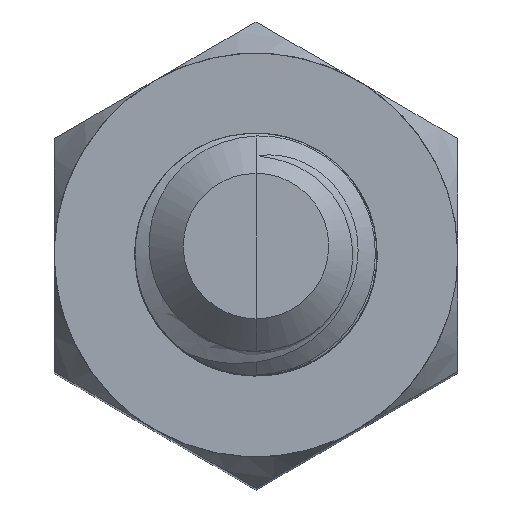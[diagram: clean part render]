
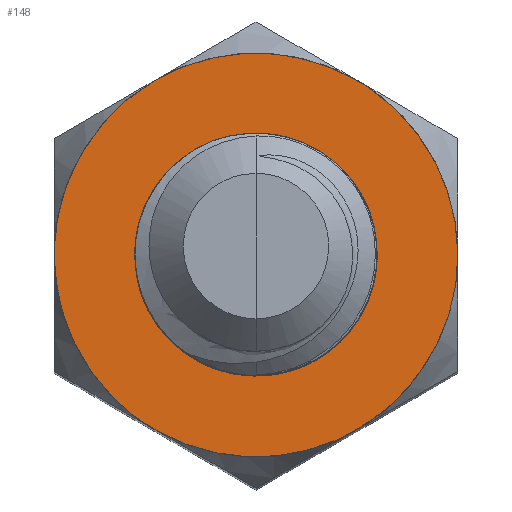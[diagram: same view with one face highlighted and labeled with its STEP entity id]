
A CAD part, top view. The second image highlights one B-rep face of the part: STEP entity #148.
In plain terms, the highlighted planar face has unit normal (0, 0, 1).
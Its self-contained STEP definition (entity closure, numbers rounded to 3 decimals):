
#148=ADVANCED_FACE('',(#187),#618,.T.);
#187=FACE_OUTER_BOUND('',#226,.T.);
#226=EDGE_LOOP('',(#266));
#266=ORIENTED_EDGE('',*,*,#442,.T.);
#442=EDGE_CURVE('',#559,#559,#536,.T.);
#536=(
BOUNDED_CURVE()
B_SPLINE_CURVE(2,(#673,#674,#675,#676,#677,#678,#679,#680,#681,#682,#683,
#684,#685,#686,#687,#688,#689),.UNSPECIFIED.,.T.,.F.)
B_SPLINE_CURVE_WITH_KNOTS((3,2,2,2,2,2,2,2,3),(26.149,27.489,
28.828,31.416,34.003,35.343,36.682,
39.27,41.857),.UNSPECIFIED.)
CURVE()
GEOMETRIC_REPRESENTATION_ITEM()
RATIONAL_B_SPLINE_CURVE((1.,0.966,1.,0.9,0.868,
0.807,1.,0.807,0.868,0.9,
1.,0.9,0.868,0.807,1.,0.866,
1.))
REPRESENTATION_ITEM('')
);
#559=VERTEX_POINT('',#672);
#618=PLANE('',#647);
#647=AXIS2_PLACEMENT_3D('',#671,#659,$);
#659=DIRECTION('',(0.,0.,1.));
#671=CARTESIAN_POINT('',(77.45,-2.55,0.));
#672=CARTESIAN_POINT('',(78.75,-2.165,0.));
#673=CARTESIAN_POINT('',(78.75,-2.165,0.));
#674=CARTESIAN_POINT('',(79.33,-2.5,0.));
#675=CARTESIAN_POINT('',(80.,-2.5,0.));
#676=CARTESIAN_POINT('',(80.67,-2.5,0.));
#677=CARTESIAN_POINT('',(81.25,-2.165,0.));
#678=CARTESIAN_POINT('',(82.5,-1.443,0.));
#679=CARTESIAN_POINT('',(82.5,0.,0.));
#680=CARTESIAN_POINT('',(82.5,1.443,0.));
#681=CARTESIAN_POINT('',(81.25,2.165,0.));
#682=CARTESIAN_POINT('',(80.67,2.5,0.));
#683=CARTESIAN_POINT('',(80.,2.5,0.));
#684=CARTESIAN_POINT('',(79.33,2.5,0.));
#685=CARTESIAN_POINT('',(78.75,2.165,0.));
#686=CARTESIAN_POINT('',(77.5,1.443,0.));
#687=CARTESIAN_POINT('',(77.5,0.,0.));
#688=CARTESIAN_POINT('',(77.5,-1.443,0.));
#689=CARTESIAN_POINT('',(78.75,-2.165,0.));
